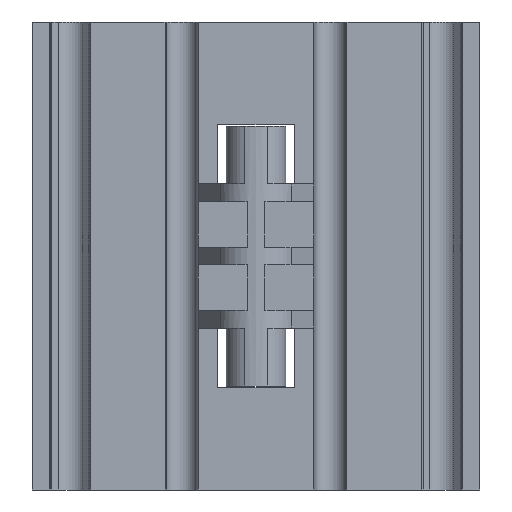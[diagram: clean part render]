
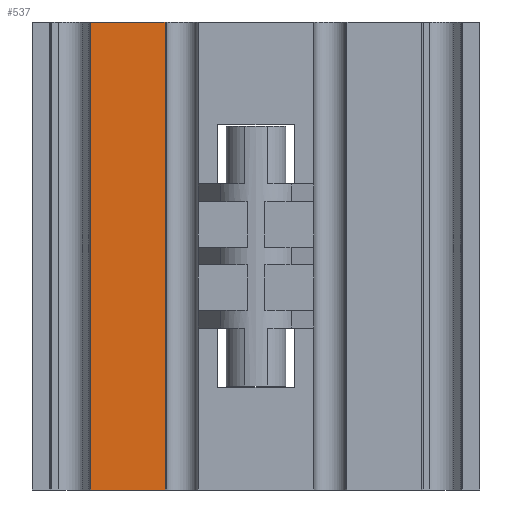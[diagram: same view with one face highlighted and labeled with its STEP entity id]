
A CAD part, front view. The second image highlights one B-rep face of the part: STEP entity #537.
In plain terms, the highlighted planar face has unit normal (0, -1, 0).
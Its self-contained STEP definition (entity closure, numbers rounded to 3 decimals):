
#381 = DIRECTION ( 'NONE',  ( 0., 0., 1. ) ) ;
#463 = VERTEX_POINT ( 'NONE', #1736 ) ;
#522 = VERTEX_POINT ( 'NONE', #848 ) ;
#537 = ADVANCED_FACE ( 'NONE', ( #4018 ), #3289, .T. ) ;
#676 = EDGE_LOOP ( 'NONE', ( #3712, #2277, #810, #2295 ) ) ;
#685 = CARTESIAN_POINT ( 'NONE',  ( -12.25, 10.75, -31.5 ) ) ;
#797 = CARTESIAN_POINT ( 'NONE',  ( -22.25, 10.75, 31.5 ) ) ;
#810 = ORIENTED_EDGE ( 'NONE', *, *, #3630, .F. ) ;
#848 = CARTESIAN_POINT ( 'NONE',  ( -12.25, 10.75, 31.5 ) ) ;
#1178 = CARTESIAN_POINT ( 'NONE',  ( 0., 10.75, 0. ) ) ;
#1180 = EDGE_CURVE ( 'NONE', #3048, #522, #1594, .T. ) ;
#1327 = DIRECTION ( 'NONE',  ( -1., 0., 0. ) ) ;
#1335 = DIRECTION ( 'NONE',  ( 0., 0., 1. ) ) ;
#1594 = LINE ( 'NONE', #2248, #3229 ) ;
#1715 = DIRECTION ( 'NONE',  ( 0., 0., -1. ) ) ;
#1736 = CARTESIAN_POINT ( 'NONE',  ( -22.25, 10.75, -31.5 ) ) ;
#1745 = VERTEX_POINT ( 'NONE', #797 ) ;
#1904 = CARTESIAN_POINT ( 'NONE',  ( -22.25, 10.75, -31.5 ) ) ;
#2205 = CARTESIAN_POINT ( 'NONE',  ( -30.96, 10.75, 31.5 ) ) ;
#2231 = DIRECTION ( 'NONE',  ( 1., 0., 0. ) ) ;
#2237 = CARTESIAN_POINT ( 'NONE',  ( -30.96, 10.75, -31.5 ) ) ;
#2248 = CARTESIAN_POINT ( 'NONE',  ( -12.25, 10.75, -31.5 ) ) ;
#2277 = ORIENTED_EDGE ( 'NONE', *, *, #2746, .F. ) ;
#2295 = ORIENTED_EDGE ( 'NONE', *, *, #3654, .F. ) ;
#2746 = EDGE_CURVE ( 'NONE', #1745, #522, #3786, .T. ) ;
#2900 = LINE ( 'NONE', #2237, #3678 ) ;
#3048 = VERTEX_POINT ( 'NONE', #685 ) ;
#3145 = VECTOR ( 'NONE', #381, 1000. ) ;
#3154 = AXIS2_PLACEMENT_3D ( 'NONE', #1178, #3639, #1715 ) ;
#3211 = LINE ( 'NONE', #1904, #3145 ) ;
#3229 = VECTOR ( 'NONE', #1335, 1000. ) ;
#3289 = PLANE ( 'NONE',  #3154 ) ;
#3630 = EDGE_CURVE ( 'NONE', #463, #1745, #3211, .T. ) ;
#3639 = DIRECTION ( 'NONE',  ( 0., -1., 0. ) ) ;
#3654 = EDGE_CURVE ( 'NONE', #3048, #463, #2900, .T. ) ;
#3678 = VECTOR ( 'NONE', #1327, 1000. ) ;
#3712 = ORIENTED_EDGE ( 'NONE', *, *, #1180, .T. ) ;
#3786 = LINE ( 'NONE', #2205, #4046 ) ;
#4018 = FACE_OUTER_BOUND ( 'NONE', #676, .T. ) ;
#4046 = VECTOR ( 'NONE', #2231, 1000. ) ;
